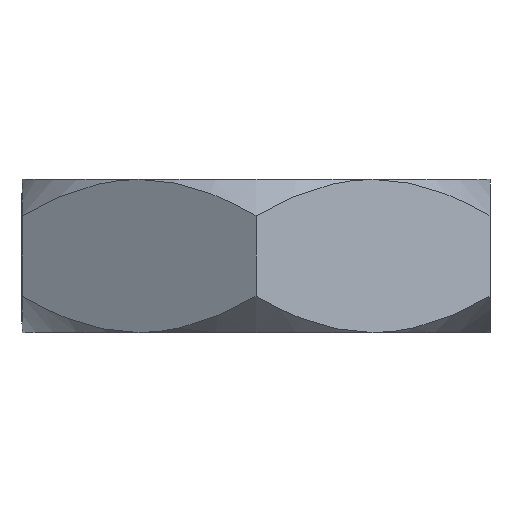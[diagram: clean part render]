
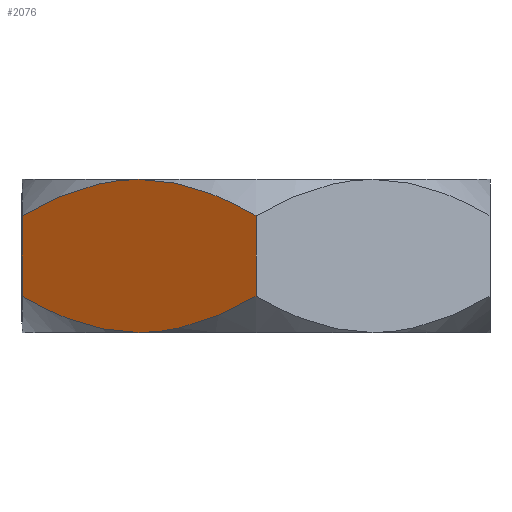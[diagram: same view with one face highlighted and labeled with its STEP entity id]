
A CAD part, front view. The second image highlights one B-rep face of the part: STEP entity #2076.
In plain terms, the highlighted planar face has unit normal (-0.5, -0.866, 0).
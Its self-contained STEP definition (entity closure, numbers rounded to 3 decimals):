
#14 = ORIENTED_EDGE ( 'NONE', *, *, #983, .F. ) ;
#80 = CARTESIAN_POINT ( 'NONE',  ( -1.375, -2.382, -0.9 ) ) ;
#112 = CARTESIAN_POINT ( 'NONE',  ( -2.535, -1.712, -0.599 ) ) ;
#121 = EDGE_CURVE ( 'NONE', #997, #183, #1564, .T. ) ;
#157 = CARTESIAN_POINT ( 'NONE',  ( -1.495, -2.312, 0.9 ) ) ;
#179 = AXIS2_PLACEMENT_3D ( 'NONE', #1626, #2122, #1305 ) ;
#183 = VERTEX_POINT ( 'NONE', #1635 ) ;
#237 = CARTESIAN_POINT ( 'NONE',  ( -0.895, -2.659, -0.848 ) ) ;
#248 = CARTESIAN_POINT ( 'NONE',  ( 0., -3.175, 0.9 ) ) ;
#343 = EDGE_LOOP ( 'NONE', ( #1814, #1197, #14, #1072, #2186, #1166 ) ) ;
#420 = PLANE ( 'NONE',  #179 ) ;
#436 = CARTESIAN_POINT ( 'NONE',  ( -0.901, -2.655, 0.858 ) ) ;
#513 = CARTESIAN_POINT ( 'NONE',  ( -2.534, -1.712, 0.599 ) ) ;
#542 = LINE ( 'NONE', #2017, #1645 ) ;
#547 = VERTEX_POINT ( 'NONE', #1520 ) ;
#607 = CARTESIAN_POINT ( 'NONE',  ( -1.375, -2.382, 0.9 ) ) ;
#613 = CARTESIAN_POINT ( 'NONE',  ( 0., -3.175, 0.475 ) ) ;
#637 = CARTESIAN_POINT ( 'NONE',  ( 0., -3.175, -0.475 ) ) ;
#685 = CARTESIAN_POINT ( 'NONE',  ( -2.75, -1.588, 0.475 ) ) ;
#686 = CARTESIAN_POINT ( 'NONE',  ( -1.375, -2.382, 0.9 ) ) ;
#729 = EDGE_CURVE ( 'NONE', #1933, #1064, #1894, .T. ) ;
#741 = EDGE_CURVE ( 'NONE', #1933, #183, #542, .T. ) ;
#767 = DIRECTION ( 'NONE',  ( 0., 0., -1. ) ) ;
#791 = CARTESIAN_POINT ( 'NONE',  ( -1.849, -2.108, -0.858 ) ) ;
#807 = CARTESIAN_POINT ( 'NONE',  ( -2.75, -1.588, -0.475 ) ) ;
#824 = CARTESIAN_POINT ( 'NONE',  ( -2.75, -1.588, 0.475 ) ) ;
#890 = CARTESIAN_POINT ( 'NONE',  ( -1.136, -2.52, 0.9 ) ) ;
#936 = EDGE_CURVE ( 'NONE', #1246, #997, #1756, .T. ) ;
#983 = EDGE_CURVE ( 'NONE', #1064, #547, #1580, .T. ) ;
#985 = CARTESIAN_POINT ( 'NONE',  ( -1.618, -2.241, 0.889 ) ) ;
#993 = DIRECTION ( 'NONE',  ( 0., 0., -1. ) ) ;
#997 = VERTEX_POINT ( 'NONE', #80 ) ;
#1064 = VERTEX_POINT ( 'NONE', #607 ) ;
#1071 = CARTESIAN_POINT ( 'NONE',  ( -0.216, -3.051, -0.599 ) ) ;
#1072 = ORIENTED_EDGE ( 'NONE', *, *, #729, .F. ) ;
#1085 = CARTESIAN_POINT ( 'NONE',  ( -0.215, -3.051, 0.599 ) ) ;
#1141 = VECTOR ( 'NONE', #767, 1000. ) ;
#1149 = CARTESIAN_POINT ( 'NONE',  ( -1.614, -2.243, -0.9 ) ) ;
#1162 = CARTESIAN_POINT ( 'NONE',  ( -1.971, -2.037, 0.818 ) ) ;
#1166 = ORIENTED_EDGE ( 'NONE', *, *, #121, .F. ) ;
#1188 = CARTESIAN_POINT ( 'NONE',  ( -1.255, -2.451, -0.9 ) ) ;
#1197 = ORIENTED_EDGE ( 'NONE', *, *, #1820, .F. ) ;
#1222 = CARTESIAN_POINT ( 'NONE',  ( -1.375, -2.382, -0.9 ) ) ;
#1246 = VERTEX_POINT ( 'NONE', #637 ) ;
#1305 = DIRECTION ( 'NONE',  ( -0.866, 0.5, 0. ) ) ;
#1382 = CARTESIAN_POINT ( 'NONE',  ( -1.375, -2.382, 0.9 ) ) ;
#1391 = CARTESIAN_POINT ( 'NONE',  ( -1.132, -2.522, -0.889 ) ) ;
#1396 = CARTESIAN_POINT ( 'NONE',  ( -0.436, -2.924, -0.705 ) ) ;
#1402 = LINE ( 'NONE', #248, #1141 ) ;
#1426 = CARTESIAN_POINT ( 'NONE',  ( -0.437, -2.923, 0.706 ) ) ;
#1491 = CARTESIAN_POINT ( 'NONE',  ( -1.375, -2.382, -0.9 ) ) ;
#1520 = CARTESIAN_POINT ( 'NONE',  ( 0., -3.175, 0.475 ) ) ;
#1537 = FACE_OUTER_BOUND ( 'NONE', #343, .T. ) ;
#1564 = B_SPLINE_CURVE_WITH_KNOTS ( 'NONE', 3,
 ( #1491, #1149, #791, #1964, #112, #807 ),
 .UNSPECIFIED., .F., .F.,
 ( 4, 2, 4 ),
 ( 0.002, 0.002, 0.003 ),
 .UNSPECIFIED. ) ;
#1580 = B_SPLINE_CURVE_WITH_KNOTS ( 'NONE', 3,
 ( #1382, #890, #436, #1426, #1085, #613 ),
 .UNSPECIFIED., .F., .F.,
 ( 4, 2, 4 ),
 ( 0.002, 0.002, 0.003 ),
 .UNSPECIFIED. ) ;
#1626 = CARTESIAN_POINT ( 'NONE',  ( -2.75, -1.588, 0.9 ) ) ;
#1635 = CARTESIAN_POINT ( 'NONE',  ( -2.75, -1.588, -0.475 ) ) ;
#1645 = VECTOR ( 'NONE', #993, 1000. ) ;
#1686 = CARTESIAN_POINT ( 'NONE',  ( -1.855, -2.104, 0.848 ) ) ;
#1756 = B_SPLINE_CURVE_WITH_KNOTS ( 'NONE', 3,
 ( #2074, #1071, #1396, #2185, #237, #1391, #1188, #1222 ),
 .UNSPECIFIED., .F., .F.,
 ( 4, 2, 2, 4 ),
 ( 0., 0.001, 0.001, 0.002 ),
 .UNSPECIFIED. ) ;
#1814 = ORIENTED_EDGE ( 'NONE', *, *, #936, .F. ) ;
#1820 = EDGE_CURVE ( 'NONE', #547, #1246, #1402, .T. ) ;
#1894 = B_SPLINE_CURVE_WITH_KNOTS ( 'NONE', 3,
 ( #824, #513, #1998, #1162, #1686, #985, #157, #686 ),
 .UNSPECIFIED., .F., .F.,
 ( 4, 2, 2, 4 ),
 ( 0., 0.001, 0.001, 0.002 ),
 .UNSPECIFIED. ) ;
#1933 = VERTEX_POINT ( 'NONE', #685 ) ;
#1964 = CARTESIAN_POINT ( 'NONE',  ( -2.313, -1.84, -0.706 ) ) ;
#1998 = CARTESIAN_POINT ( 'NONE',  ( -2.314, -1.84, 0.705 ) ) ;
#2017 = CARTESIAN_POINT ( 'NONE',  ( -2.75, -1.588, 0.9 ) ) ;
#2074 = CARTESIAN_POINT ( 'NONE',  ( 0., -3.175, -0.475 ) ) ;
#2076 = ADVANCED_FACE ( 'NONE', ( #1537 ), #420, .F. ) ;
#2122 = DIRECTION ( 'NONE',  ( 0.5, 0.866, 0. ) ) ;
#2185 = CARTESIAN_POINT ( 'NONE',  ( -0.779, -2.726, -0.818 ) ) ;
#2186 = ORIENTED_EDGE ( 'NONE', *, *, #741, .T. ) ;
